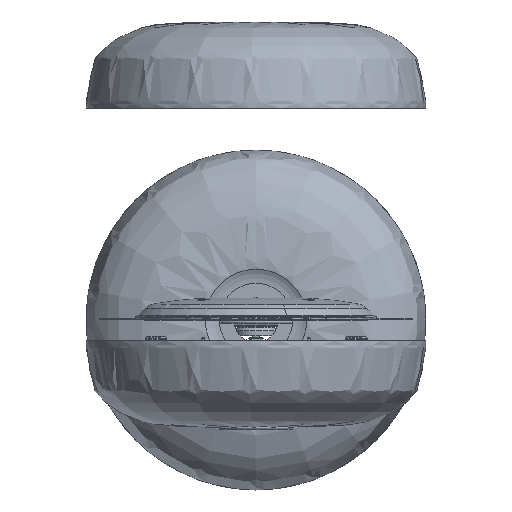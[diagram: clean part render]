
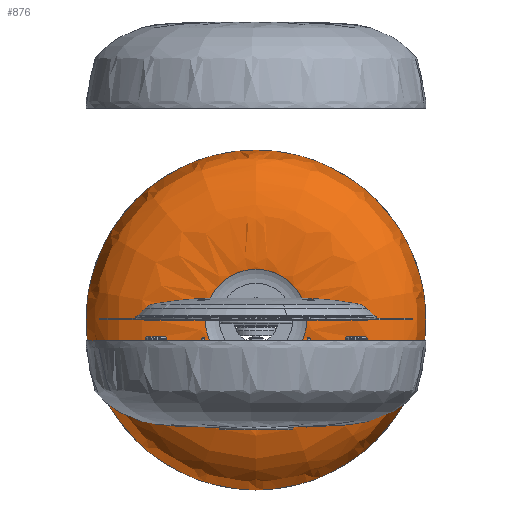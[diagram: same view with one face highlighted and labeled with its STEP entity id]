
A CAD part, left-side view. The second image highlights one B-rep face of the part: STEP entity #876.
In plain terms, the highlighted face is a revolution surface.
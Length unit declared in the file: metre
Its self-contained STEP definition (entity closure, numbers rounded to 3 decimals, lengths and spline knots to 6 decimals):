
#876 = ADVANCED_FACE( '', ( #1938, #1939 ), #1940, .F. );
#1938 = FACE_OUTER_BOUND( '', #3884, .T. );
#1939 = FACE_OUTER_BOUND( '', #3885, .T. );
#1940 = SURFACE_OF_REVOLUTION( '', #3886, #3887 );
#3884 = EDGE_LOOP( '', ( #8080 ) );
#3885 = EDGE_LOOP( '', ( #8081 ) );
#3886 = ( B_SPLINE_CURVE( 5, ( #8083, #8084, #8085, #8086, #8087, #8088, #8089, #8090, #8091, #8092, #8093, #8094, #8095, #8096, #8097, #8098, #8099, #8100, #8101, #8102, #8103, #8104, #8105, #8106, #8107, #8108 ), .UNSPECIFIED., .F., .F. )B_SPLINE_CURVE_WITH_KNOTS( ( 6, 5, 5, 5, 5, 6 ), ( 0., 0.118367, 0.134904, 0.803424, 0.819961, 1. ), .UNSPECIFIED. )RATIONAL_B_SPLINE_CURVE( ( 0.888, 0.888, 0.888, 0.887, 0.886, 0.884, 0.884, 0.884, 0.884, 0.884, 0.884, 0.875, 0.874, 0.882, 0.899, 0.925, 0.925, 0.925, 0.925, 0.925, 0.925, 0.921, 0.911, 0.898, 0.885, 0.875 ) )BOUNDED_CURVE(  )REPRESENTATION_ITEM( '' )GEOMETRIC_REPRESENTATION_ITEM(  )CURVE(  ) );
#3887 = AXIS1_PLACEMENT( '', #8115, #8116 );
#8080 = ORIENTED_EDGE( '', *, *, #14264, .T. );
#8081 = ORIENTED_EDGE( '', *, *, #14267, .T. );
#8083 = CARTESIAN_POINT( '', ( 0.046726, 0., 0.18 ) );
#8084 = CARTESIAN_POINT( '', ( 0.044814, 0., 0.179963 ) );
#8085 = CARTESIAN_POINT( '', ( 0.043042, 0., 0.179925 ) );
#8086 = CARTESIAN_POINT( '', ( 0.041396, 0., 0.179885 ) );
#8087 = CARTESIAN_POINT( '', ( 0.039863, 0., 0.179844 ) );
#8088 = CARTESIAN_POINT( '', ( 0.038428, 0., 0.1798 ) );
#8089 = CARTESIAN_POINT( '', ( 0.030093, 0., 0.179544 ) );
#8090 = CARTESIAN_POINT( '', ( 0.020124, 0., 0.178723 ) );
#8091 = CARTESIAN_POINT( '', ( 0.009955, 0., 0.177168 ) );
#8092 = CARTESIAN_POINT( '', ( 0.001018, 0., 0.174711 ) );
#8093 = CARTESIAN_POINT( '', ( -0.005254, 0., 0.171183 ) );
#8094 = CARTESIAN_POINT( '', ( -0.014671, 0., 0.165887 ) );
#8095 = CARTESIAN_POINT( '', ( -0.024347, 0., 0.156789 ) );
#8096 = CARTESIAN_POINT( '', ( -0.033022, 0., 0.143344 ) );
#8097 = CARTESIAN_POINT( '', ( -0.039487, 0., 0.125292 ) );
#8098 = CARTESIAN_POINT( '', ( -0.042709, 0., 0.102688 ) );
#8099 = CARTESIAN_POINT( '', ( -0.043458, 0., 0.097435 ) );
#8100 = CARTESIAN_POINT( '', ( -0.043998, 0., 0.092152 ) );
#8101 = CARTESIAN_POINT( '', ( -0.044417, 0., 0.08033 ) );
#8102 = CARTESIAN_POINT( '', ( -0.044596, 0., 0.075006 ) );
#8103 = CARTESIAN_POINT( '', ( -0.044735, 0., 0.069681 ) );
#8104 = CARTESIAN_POINT( '', ( -0.044918, 0., 0.062631 ) );
#8105 = CARTESIAN_POINT( '', ( -0.044955, 0., 0.058436 ) );
#8106 = CARTESIAN_POINT( '', ( -0.044785, 0., 0.056134 ) );
#8107 = CARTESIAN_POINT( '', ( -0.044341, 0., 0.05481 ) );
#8108 = CARTESIAN_POINT( '', ( -0.043559, 0., 0.053525 ) );
#8115 = CARTESIAN_POINT( '', ( -0.06, 0., 0. ) );
#8116 = DIRECTION( '', ( 1., 0., 0. ) );
#14264 = EDGE_CURVE( '', #16252, #16252, #16253, .T. );
#14267 = EDGE_CURVE( '', #16258, #16258, #16259, .T. );
#16252 = VERTEX_POINT( '', #19329 );
#16253 = CIRCLE( '', #19330, 0.18 );
#16258 = VERTEX_POINT( '', #19335 );
#16259 = CIRCLE( '', #19336, 0.05374 );
#19329 = CARTESIAN_POINT( '', ( 0.046726, 0., 0.18 ) );
#19330 = AXIS2_PLACEMENT_3D( '', #26232, #26233, #26234 );
#19335 = CARTESIAN_POINT( '', ( -0.043686, 0., 0.05374 ) );
#19336 = AXIS2_PLACEMENT_3D( '', #26241, #26242, #26243 );
#26232 = CARTESIAN_POINT( '', ( 0.046726, 0., 0. ) );
#26233 = DIRECTION( '', ( -1., 0., 0. ) );
#26234 = DIRECTION( '', ( 0., 0., 1. ) );
#26241 = CARTESIAN_POINT( '', ( -0.043686, 0., 0. ) );
#26242 = DIRECTION( '', ( 1., 0., 0. ) );
#26243 = DIRECTION( '', ( 0., 0., 1. ) );
